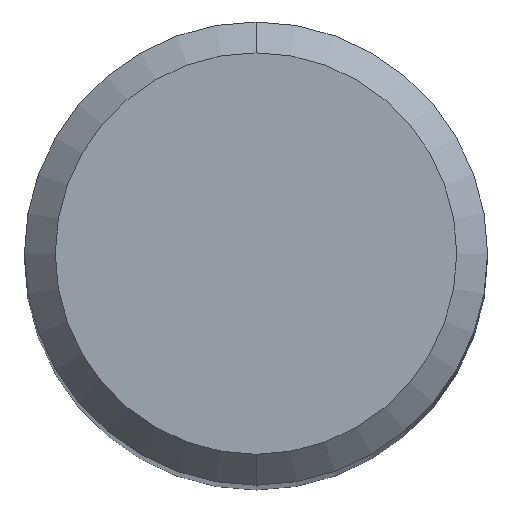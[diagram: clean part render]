
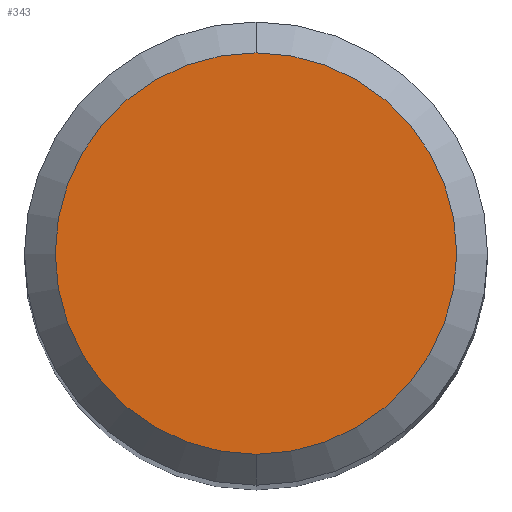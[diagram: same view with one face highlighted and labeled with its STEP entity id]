
A CAD part, top view. The second image highlights one B-rep face of the part: STEP entity #343.
In plain terms, the highlighted planar face has unit normal (0, 0, 1).
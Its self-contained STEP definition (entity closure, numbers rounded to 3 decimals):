
#233=VERTEX_POINT('',#546);
#241=VERTEX_POINT('',#554);
#249=EDGE_CURVE('',#241,#233,#562,.T.);
#255=EDGE_CURVE('',#233,#241,#568,.T.);
#343=ADVANCED_FACE('',(#664),#665,.T.);
#546=CARTESIAN_POINT('',(0.,-2.6,0.0));
#554=CARTESIAN_POINT('',(0.0,2.6,0.0));
#562=CIRCLE('',#936,2.6);
#568=CIRCLE('',#944,2.6);
#664=FACE_OUTER_BOUND('',#1165,.T.);
#665=PLANE('',#1166);
#936=AXIS2_PLACEMENT_3D('',#1508,#1509,#1510);
#944=AXIS2_PLACEMENT_3D('',#1514,#1515,#1516);
#1165=EDGE_LOOP('',(#1626,#1627));
#1166=AXIS2_PLACEMENT_3D('',#1628,#1629,#1630);
#1508=CARTESIAN_POINT('',(0.0,0.0,0.0));
#1509=DIRECTION('',(0.0,0.0,-1.0));
#1510=DIRECTION('',(0.0,1.0,0.0));
#1514=CARTESIAN_POINT('',(0.0,0.0,0.0));
#1515=DIRECTION('',(0.0,0.0,-1.0));
#1516=DIRECTION('',(0.0,1.0,0.0));
#1626=ORIENTED_EDGE('',*,*,#249,.F.);
#1627=ORIENTED_EDGE('',*,*,#255,.F.);
#1628=CARTESIAN_POINT('',(0.0,1.3,0.0));
#1629=DIRECTION('',(-0.0,0.0,1.0));
#1630=DIRECTION('',(0.0,-1.0,0.0));
